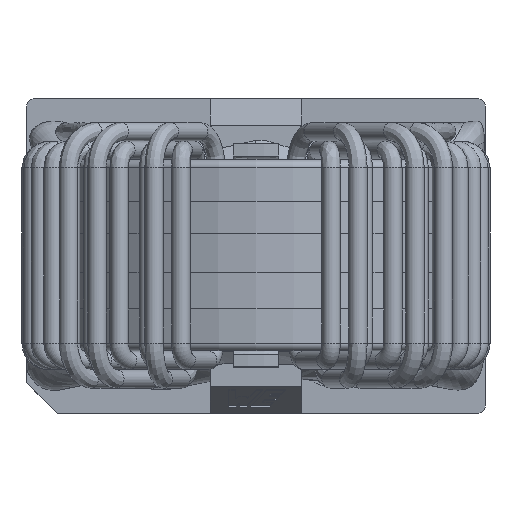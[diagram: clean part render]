
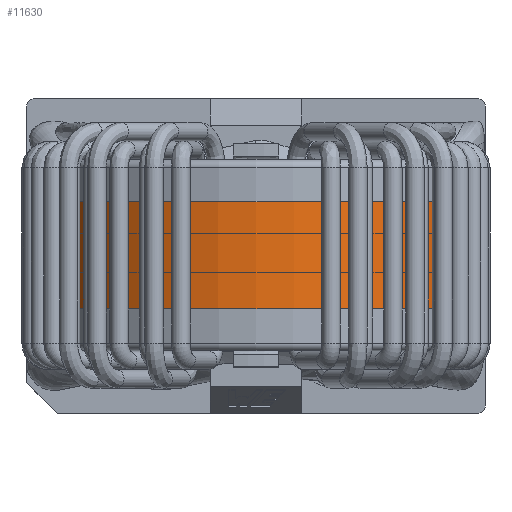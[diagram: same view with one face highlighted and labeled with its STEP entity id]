
A CAD part, top view. The second image highlights one B-rep face of the part: STEP entity #11630.
In plain terms, the highlighted cylindrical face has radius 14.155 mm (diameter 28.31 mm), a full revolution.
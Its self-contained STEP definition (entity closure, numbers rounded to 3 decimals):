
#418=CYLINDRICAL_SURFACE('',#15230,14.155);
#903=CIRCLE('',#15231,14.155);
#904=CIRCLE('',#15232,14.155);
#2628=ORIENTED_EDGE('',*,*,#4816,.T.);
#2629=ORIENTED_EDGE('',*,*,#4817,.F.);
#4816=EDGE_CURVE('',#6150,#6150,#903,.T.);
#4817=EDGE_CURVE('',#6151,#6151,#904,.T.);
#6150=VERTEX_POINT('',#40210);
#6151=VERTEX_POINT('',#40212);
#9291=EDGE_LOOP('',(#2628));
#9292=EDGE_LOOP('',(#2629));
#10453=FACE_BOUND('',#9291,.T.);
#10454=FACE_BOUND('',#9292,.T.);
#11630=ADVANCED_FACE('',(#10453,#10454),#418,.T.);
#15230=AXIS2_PLACEMENT_3D('',#40208,#17579,#17580);
#15231=AXIS2_PLACEMENT_3D('',#40209,#17581,#17582);
#15232=AXIS2_PLACEMENT_3D('',#40211,#17583,#17584);
#17579=DIRECTION('',(0.,1.,0.));
#17580=DIRECTION('',(0.,0.,1.));
#17581=DIRECTION('',(0.,1.,0.));
#17582=DIRECTION('',(1.,0.,0.));
#17583=DIRECTION('',(0.,1.,0.));
#17584=DIRECTION('',(1.,0.,0.));
#40208=CARTESIAN_POINT('',(0.,-3.5,0.));
#40209=CARTESIAN_POINT('',(0.,-3.5,0.));
#40210=CARTESIAN_POINT('',(14.155,-3.5,0.));
#40211=CARTESIAN_POINT('',(0.,3.5,0.));
#40212=CARTESIAN_POINT('',(14.155,3.5,0.));
